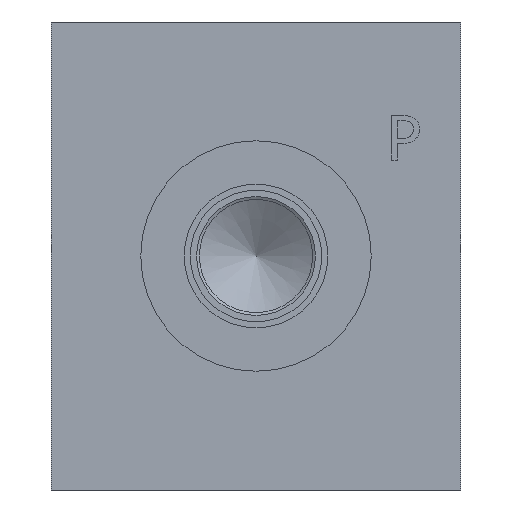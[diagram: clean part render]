
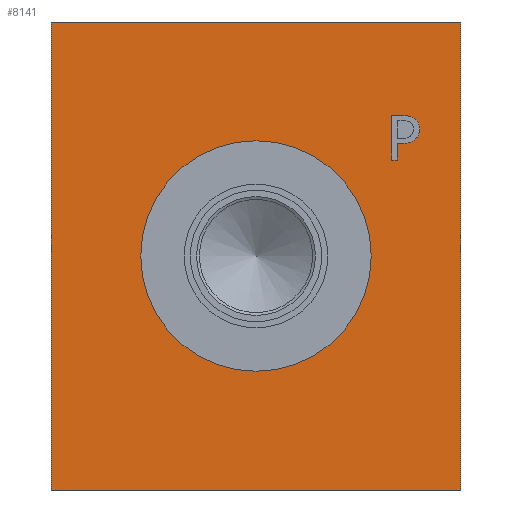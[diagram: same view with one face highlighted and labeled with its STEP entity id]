
A CAD part, front view. The second image highlights one B-rep face of the part: STEP entity #8141.
In plain terms, the highlighted planar face has unit normal (0, -1, 0).
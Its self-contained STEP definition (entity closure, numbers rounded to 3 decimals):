
#68=CIRCLE('',#8465,12.51);
#69=CIRCLE('',#8466,12.51);
#212=FACE_BOUND('',#1350,.T.);
#213=FACE_BOUND('',#1351,.T.);
#448=B_SPLINE_CURVE_WITH_KNOTS('',2,(#13511,#13512,#13513,#13514),
 .UNSPECIFIED.,.F.,.F.,(3,1,3),(0.,1.,2.),.UNSPECIFIED.);
#450=B_SPLINE_CURVE_WITH_KNOTS('',2,(#13532,#13533,#13534,#13535),
 .UNSPECIFIED.,.F.,.F.,(3,1,3),(0.,1.,2.),.UNSPECIFIED.);
#452=B_SPLINE_CURVE_WITH_KNOTS('',2,(#13581,#13582,#13583,#13584),
 .UNSPECIFIED.,.F.,.F.,(3,1,3),(0.,1.,2.),.UNSPECIFIED.);
#454=B_SPLINE_CURVE_WITH_KNOTS('',2,(#13599,#13600,#13601,#13602),
 .UNSPECIFIED.,.F.,.F.,(3,1,3),(0.,1.,2.),.UNSPECIFIED.);
#906=FACE_OUTER_BOUND('',#1349,.T.);
#1349=EDGE_LOOP('',(#6818,#6819,#6820,#6821));
#1350=EDGE_LOOP('',(#6822,#6823));
#1351=EDGE_LOOP('',(#6824,#6825,#6826,#6827,#6828,#6829,#6830,#6831,#6832));
#1755=LINE('',#12451,#2554);
#2173=LINE('',#13544,#2972);
#2176=LINE('',#13550,#2975);
#2179=LINE('',#13556,#2978);
#2182=LINE('',#13562,#2981);
#2185=LINE('',#13568,#2984);
#2189=LINE('',#13610,#2988);
#2190=LINE('',#13612,#2989);
#2191=LINE('',#13613,#2990);
#2554=VECTOR('',#9118,10.);
#2972=VECTOR('',#9840,10.);
#2975=VECTOR('',#9845,10.);
#2978=VECTOR('',#9850,10.);
#2981=VECTOR('',#9855,10.);
#2984=VECTOR('',#9860,10.);
#2988=VECTOR('',#9868,10.);
#2989=VECTOR('',#9869,10.);
#2990=VECTOR('',#9870,10.);
#3370=VERTEX_POINT('',#12444);
#3373=VERTEX_POINT('',#12449);
#3666=VERTEX_POINT('',#13509);
#3667=VERTEX_POINT('',#13510);
#3670=VERTEX_POINT('',#13531);
#3672=VERTEX_POINT('',#13543);
#3674=VERTEX_POINT('',#13549);
#3676=VERTEX_POINT('',#13555);
#3678=VERTEX_POINT('',#13561);
#3680=VERTEX_POINT('',#13567);
#3682=VERTEX_POINT('',#13580);
#3684=VERTEX_POINT('',#13609);
#3685=VERTEX_POINT('',#13611);
#3686=VERTEX_POINT('',#13614);
#3687=VERTEX_POINT('',#13615);
#4307=EDGE_CURVE('',#3370,#3373,#1755,.T.);
#4746=EDGE_CURVE('',#3666,#3667,#448,.T.);
#4750=EDGE_CURVE('',#3670,#3666,#450,.T.);
#4753=EDGE_CURVE('',#3672,#3670,#2173,.T.);
#4756=EDGE_CURVE('',#3674,#3672,#2176,.T.);
#4759=EDGE_CURVE('',#3676,#3674,#2179,.T.);
#4762=EDGE_CURVE('',#3678,#3676,#2182,.T.);
#4765=EDGE_CURVE('',#3680,#3678,#2185,.T.);
#4768=EDGE_CURVE('',#3682,#3680,#452,.T.);
#4771=EDGE_CURVE('',#3667,#3682,#454,.T.);
#4773=EDGE_CURVE('',#3684,#3370,#2189,.T.);
#4774=EDGE_CURVE('',#3685,#3373,#2190,.T.);
#4775=EDGE_CURVE('',#3684,#3685,#2191,.T.);
#4776=EDGE_CURVE('',#3686,#3687,#68,.T.);
#4777=EDGE_CURVE('',#3687,#3686,#69,.T.);
#6818=ORIENTED_EDGE('',*,*,#4773,.T.);
#6819=ORIENTED_EDGE('',*,*,#4307,.T.);
#6820=ORIENTED_EDGE('',*,*,#4774,.F.);
#6821=ORIENTED_EDGE('',*,*,#4775,.F.);
#6822=ORIENTED_EDGE('',*,*,#4776,.T.);
#6823=ORIENTED_EDGE('',*,*,#4777,.T.);
#6824=ORIENTED_EDGE('',*,*,#4746,.T.);
#6825=ORIENTED_EDGE('',*,*,#4771,.T.);
#6826=ORIENTED_EDGE('',*,*,#4768,.T.);
#6827=ORIENTED_EDGE('',*,*,#4765,.T.);
#6828=ORIENTED_EDGE('',*,*,#4762,.T.);
#6829=ORIENTED_EDGE('',*,*,#4759,.T.);
#6830=ORIENTED_EDGE('',*,*,#4756,.T.);
#6831=ORIENTED_EDGE('',*,*,#4753,.T.);
#6832=ORIENTED_EDGE('',*,*,#4750,.T.);
#7443=PLANE('',#8464);
#8141=ADVANCED_FACE('',(#906,#212,#213),#7443,.T.);
#8464=AXIS2_PLACEMENT_3D('',#13608,#9866,#9867);
#8465=AXIS2_PLACEMENT_3D('',#13616,#9871,#9872);
#8466=AXIS2_PLACEMENT_3D('',#13617,#9873,#9874);
#9118=DIRECTION('',(0.,0.,1.));
#9840=DIRECTION('',(1.,0.,0.));
#9845=DIRECTION('',(0.,0.,1.));
#9850=DIRECTION('',(-1.,0.,0.));
#9855=DIRECTION('',(0.,0.,-1.));
#9860=DIRECTION('',(-1.,0.,0.));
#9866=DIRECTION('center_axis',(0.,-1.,0.));
#9867=DIRECTION('ref_axis',(1.,0.,0.));
#9868=DIRECTION('',(1.,0.,0.));
#9869=DIRECTION('',(1.,0.,0.));
#9870=DIRECTION('',(0.,0.,1.));
#9871=DIRECTION('center_axis',(0.,1.,0.));
#9872=DIRECTION('ref_axis',(1.,0.,0.));
#9873=DIRECTION('center_axis',(0.,1.,0.));
#9874=DIRECTION('ref_axis',(1.,0.,0.));
#12444=CARTESIAN_POINT('',(44.45,0.,0.));
#12449=CARTESIAN_POINT('',(44.45,0.,50.8));
#12451=CARTESIAN_POINT('',(44.45,0.,0.));
#13509=CARTESIAN_POINT('',(39.413,0.,40.339));
#13510=CARTESIAN_POINT('',(39.988,0.,39.185));
#13511=CARTESIAN_POINT('Ctrl Pts',(39.413,0.,40.339));
#13512=CARTESIAN_POINT('Ctrl Pts',(39.683,0.,40.155));
#13513=CARTESIAN_POINT('Ctrl Pts',(39.988,0.,39.588));
#13514=CARTESIAN_POINT('Ctrl Pts',(39.988,0.,39.185));
#13531=CARTESIAN_POINT('',(38.15,0.,40.64));
#13532=CARTESIAN_POINT('Ctrl Pts',(38.15,0.,40.64));
#13533=CARTESIAN_POINT('Ctrl Pts',(38.58,0.,40.64));
#13534=CARTESIAN_POINT('Ctrl Pts',(39.183,0.,40.499));
#13535=CARTESIAN_POINT('Ctrl Pts',(39.413,0.,40.339));
#13543=CARTESIAN_POINT('',(36.938,0.,40.64));
#13544=CARTESIAN_POINT('',(18.469,0.,40.64));
#13549=CARTESIAN_POINT('',(36.938,0.,35.814));
#13550=CARTESIAN_POINT('',(36.938,0.,17.907));
#13555=CARTESIAN_POINT('',(37.579,0.,35.814));
#13556=CARTESIAN_POINT('',(18.79,0.,35.814));
#13561=CARTESIAN_POINT('',(37.579,0.,37.613));
#13562=CARTESIAN_POINT('',(37.579,0.,18.806));
#13567=CARTESIAN_POINT('',(38.123,0.,37.613));
#13568=CARTESIAN_POINT('',(19.061,0.,37.613));
#13580=CARTESIAN_POINT('',(39.566,0.,38.114));
#13581=CARTESIAN_POINT('Ctrl Pts',(39.566,0.,38.114));
#13582=CARTESIAN_POINT('Ctrl Pts',(39.316,0.,37.867));
#13583=CARTESIAN_POINT('Ctrl Pts',(38.639,0.,37.613));
#13584=CARTESIAN_POINT('Ctrl Pts',(38.123,0.,37.613));
#13599=CARTESIAN_POINT('Ctrl Pts',(39.988,0.,39.185));
#13600=CARTESIAN_POINT('Ctrl Pts',(39.988,0.,38.872));
#13601=CARTESIAN_POINT('Ctrl Pts',(39.765,0.,38.309));
#13602=CARTESIAN_POINT('Ctrl Pts',(39.566,0.,38.114));
#13608=CARTESIAN_POINT('Origin',(0.,0.,0.));
#13609=CARTESIAN_POINT('',(0.,0.,0.));
#13610=CARTESIAN_POINT('',(0.,0.,0.));
#13611=CARTESIAN_POINT('',(0.,0.,50.8));
#13612=CARTESIAN_POINT('',(0.,0.,50.8));
#13613=CARTESIAN_POINT('',(0.,0.,0.));
#13614=CARTESIAN_POINT('',(34.735,0.,25.4));
#13615=CARTESIAN_POINT('',(9.716,0.,25.4));
#13616=CARTESIAN_POINT('Origin',(22.225,0.,25.4));
#13617=CARTESIAN_POINT('Origin',(22.225,0.,25.4));
